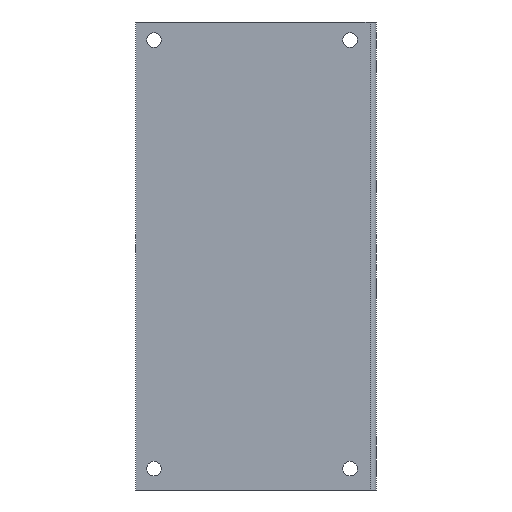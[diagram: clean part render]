
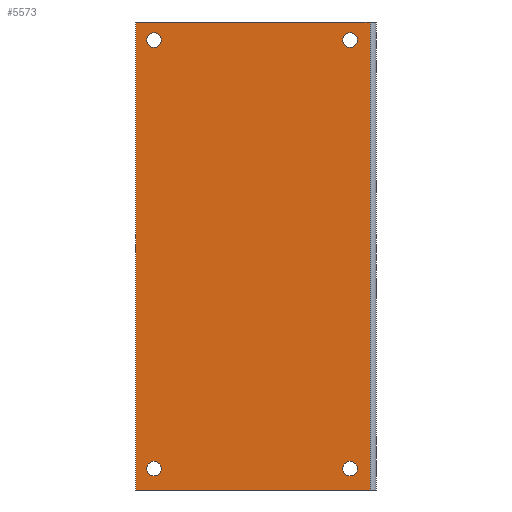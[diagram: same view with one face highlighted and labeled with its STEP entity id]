
A CAD part, left-side view. The second image highlights one B-rep face of the part: STEP entity #5573.
In plain terms, the highlighted planar face has unit normal (-1, 0, 0).
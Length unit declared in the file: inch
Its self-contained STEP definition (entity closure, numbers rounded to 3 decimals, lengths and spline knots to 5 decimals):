
#54 = EDGE_CURVE ( 'NONE', #12808, #10121, #26365, .T. ) ;
#236 = CIRCLE ( 'NONE', #18264, 0.14065 ) ;
#237 = AXIS2_PLACEMENT_3D ( 'NONE', #27399, #15568, #6140 ) ;
#503 = FACE_BOUND ( 'NONE', #15229, .T. ) ;
#606 = DIRECTION ( 'NONE',  ( 0., -1., 0. ) ) ;
#937 = EDGE_CURVE ( 'NONE', #16458, #11903, #14221, .T. ) ;
#1160 = EDGE_CURVE ( 'NONE', #8706, #1225, #9843, .T. ) ;
#1225 = VERTEX_POINT ( 'NONE', #20916 ) ;
#1495 = LINE ( 'NONE', #5863, #26988 ) ;
#1568 = EDGE_LOOP ( 'NONE', ( #21039, #15197 ) ) ;
#2022 = DIRECTION ( 'NONE',  ( 0., 1., 0. ) ) ;
#2343 = DIRECTION ( 'NONE',  ( 0., 1., 0. ) ) ;
#2389 = CARTESIAN_POINT ( 'NONE',  ( 0.00689, 4.26382, -4.23065 ) ) ;
#2502 = CARTESIAN_POINT ( 'NONE',  ( 0.00689, 0.49382, 4.00935 ) ) ;
#2518 = DIRECTION ( 'NONE',  ( 1., 0., 0. ) ) ;
#2548 = CARTESIAN_POINT ( 'NONE',  ( 0.00689, 0.49382, 4.29065 ) ) ;
#2598 = VECTOR ( 'NONE', #28703, 39.37008 ) ;
#2710 = DIRECTION ( 'NONE',  ( 1., 0., 0. ) ) ;
#2736 = DIRECTION ( 'NONE',  ( 1., 0., 0. ) ) ;
#3317 = LINE ( 'NONE', #5814, #2598 ) ;
#3640 = DIRECTION ( 'NONE',  ( 0., 1., 0. ) ) ;
#3691 = CARTESIAN_POINT ( 'NONE',  ( 0.00689, 0.49382, -3.94935 ) ) ;
#4118 = AXIS2_PLACEMENT_3D ( 'NONE', #10668, #17809, #17913 ) ;
#4221 = CIRCLE ( 'NONE', #5219, 0.14065 ) ;
#4313 = ORIENTED_EDGE ( 'NONE', *, *, #937, .T. ) ;
#4603 = CARTESIAN_POINT ( 'NONE',  ( 0.00689, 0.11193, -4.5 ) ) ;
#5219 = AXIS2_PLACEMENT_3D ( 'NONE', #18895, #2710, #14186 ) ;
#5349 = CIRCLE ( 'NONE', #7118, 0.14065 ) ;
#5488 = CARTESIAN_POINT ( 'NONE',  ( 0.00689, 0.49382, -4.23065 ) ) ;
#5573 = ADVANCED_FACE ( 'NONE', ( #28174, #503, #24181, #5608, #27802 ), #17803, .F. ) ;
#5608 = FACE_BOUND ( 'NONE', #7711, .T. ) ;
#5801 = DIRECTION ( 'NONE',  ( 1., 0., 0. ) ) ;
#5814 = CARTESIAN_POINT ( 'NONE',  ( 0.00689, 0.11193, 4.5 ) ) ;
#5863 = CARTESIAN_POINT ( 'NONE',  ( 0.00689, 0.11193, 4.5 ) ) ;
#6116 = AXIS2_PLACEMENT_3D ( 'NONE', #20922, #22889, #2022 ) ;
#6140 = DIRECTION ( 'NONE',  ( 0., 1., 0. ) ) ;
#6977 = EDGE_CURVE ( 'NONE', #8706, #14294, #3317, .T. ) ;
#7004 = ORIENTED_EDGE ( 'NONE', *, *, #6977, .F. ) ;
#7118 = AXIS2_PLACEMENT_3D ( 'NONE', #10083, #12419, #10369 ) ;
#7227 = CARTESIAN_POINT ( 'NONE',  ( 0.00689, 0.49382, 4.15 ) ) ;
#7336 = ORIENTED_EDGE ( 'NONE', *, *, #26116, .T. ) ;
#7711 = EDGE_LOOP ( 'NONE', ( #4313, #25519 ) ) ;
#7998 = CARTESIAN_POINT ( 'NONE',  ( 0.00689, 4.26382, 4.00935 ) ) ;
#8706 = VERTEX_POINT ( 'NONE', #18378 ) ;
#9110 = VECTOR ( 'NONE', #13783, 39.37008 ) ;
#9843 = LINE ( 'NONE', #18696, #9110 ) ;
#10010 = VERTEX_POINT ( 'NONE', #3691 ) ;
#10013 = CARTESIAN_POINT ( 'NONE',  ( 0.00689, 0.11193, -4.5 ) ) ;
#10083 = CARTESIAN_POINT ( 'NONE',  ( 0.00689, 0.49382, -4.09 ) ) ;
#10121 = VERTEX_POINT ( 'NONE', #13326 ) ;
#10369 = DIRECTION ( 'NONE',  ( 0., 1., 0. ) ) ;
#10617 = ORIENTED_EDGE ( 'NONE', *, *, #20682, .F. ) ;
#10668 = CARTESIAN_POINT ( 'NONE',  ( 0.00689, 0.49382, 4.15 ) ) ;
#10719 = EDGE_LOOP ( 'NONE', ( #7336, #16389 ) ) ;
#11204 = CARTESIAN_POINT ( 'NONE',  ( 0.00689, 4.26382, 4.29065 ) ) ;
#11656 = CARTESIAN_POINT ( 'NONE',  ( 0.00689, 4.26382, -4.09 ) ) ;
#11736 = CIRCLE ( 'NONE', #12957, 0.14065 ) ;
#11903 = VERTEX_POINT ( 'NONE', #7998 ) ;
#12188 = CARTESIAN_POINT ( 'NONE',  ( 0.00689, 0.11193, 4.5 ) ) ;
#12265 = VERTEX_POINT ( 'NONE', #2502 ) ;
#12419 = DIRECTION ( 'NONE',  ( 1., 0., 0. ) ) ;
#12808 = VERTEX_POINT ( 'NONE', #2389 ) ;
#12957 = AXIS2_PLACEMENT_3D ( 'NONE', #7227, #2736, #2343 ) ;
#13326 = CARTESIAN_POINT ( 'NONE',  ( 0.00689, 4.26382, -3.94935 ) ) ;
#13783 = DIRECTION ( 'NONE',  ( 0., 0., -1. ) ) ;
#14117 = LINE ( 'NONE', #10013, #28714 ) ;
#14186 = DIRECTION ( 'NONE',  ( 0., 1., 0. ) ) ;
#14221 = CIRCLE ( 'NONE', #24471, 0.14065 ) ;
#14294 = VERTEX_POINT ( 'NONE', #12188 ) ;
#14428 = ORIENTED_EDGE ( 'NONE', *, *, #21236, .T. ) ;
#14796 = EDGE_CURVE ( 'NONE', #1225, #23321, #14117, .T. ) ;
#15197 = ORIENTED_EDGE ( 'NONE', *, *, #16710, .T. ) ;
#15229 = EDGE_LOOP ( 'NONE', ( #26068, #14428 ) ) ;
#15253 = CIRCLE ( 'NONE', #25204, 0.14065 ) ;
#15365 = CARTESIAN_POINT ( 'NONE',  ( 0.00689, 0.49382, -4.09 ) ) ;
#15498 = ORIENTED_EDGE ( 'NONE', *, *, #14796, .T. ) ;
#15568 = DIRECTION ( 'NONE',  ( 1., 0., 0. ) ) ;
#15705 = ORIENTED_EDGE ( 'NONE', *, *, #1160, .T. ) ;
#16389 = ORIENTED_EDGE ( 'NONE', *, *, #54, .T. ) ;
#16458 = VERTEX_POINT ( 'NONE', #11204 ) ;
#16710 = EDGE_CURVE ( 'NONE', #12265, #25662, #23822, .T. ) ;
#17803 = PLANE ( 'NONE',  #237 ) ;
#17809 = DIRECTION ( 'NONE',  ( 1., 0., 0. ) ) ;
#17913 = DIRECTION ( 'NONE',  ( 0., 1., 0. ) ) ;
#18090 = EDGE_CURVE ( 'NONE', #10010, #27932, #5349, .T. ) ;
#18264 = AXIS2_PLACEMENT_3D ( 'NONE', #11656, #2518, #23197 ) ;
#18378 = CARTESIAN_POINT ( 'NONE',  ( 0.00689, 4.62, 4.5 ) ) ;
#18696 = CARTESIAN_POINT ( 'NONE',  ( 0.00689, 4.62, 4.5 ) ) ;
#18895 = CARTESIAN_POINT ( 'NONE',  ( 0.00689, 4.26382, 4.15 ) ) ;
#19508 = EDGE_CURVE ( 'NONE', #25662, #12265, #11736, .T. ) ;
#20250 = DIRECTION ( 'NONE',  ( 0., 1., 0. ) ) ;
#20682 = EDGE_CURVE ( 'NONE', #14294, #23321, #1495, .T. ) ;
#20916 = CARTESIAN_POINT ( 'NONE',  ( 0.00689, 4.62, -4.5 ) ) ;
#20922 = CARTESIAN_POINT ( 'NONE',  ( 0.00689, 4.26382, -4.09 ) ) ;
#21039 = ORIENTED_EDGE ( 'NONE', *, *, #19508, .T. ) ;
#21236 = EDGE_CURVE ( 'NONE', #27932, #10010, #15253, .T. ) ;
#22889 = DIRECTION ( 'NONE',  ( 1., 0., 0. ) ) ;
#23197 = DIRECTION ( 'NONE',  ( 0., 1., 0. ) ) ;
#23321 = VERTEX_POINT ( 'NONE', #4603 ) ;
#23822 = CIRCLE ( 'NONE', #4118, 0.14065 ) ;
#24162 = EDGE_LOOP ( 'NONE', ( #15498, #10617, #7004, #15705 ) ) ;
#24181 = FACE_BOUND ( 'NONE', #10719, .T. ) ;
#24471 = AXIS2_PLACEMENT_3D ( 'NONE', #27065, #5801, #3640 ) ;
#24742 = DIRECTION ( 'NONE',  ( 1., 0., 0. ) ) ;
#25204 = AXIS2_PLACEMENT_3D ( 'NONE', #15365, #24742, #20250 ) ;
#25519 = ORIENTED_EDGE ( 'NONE', *, *, #26176, .T. ) ;
#25662 = VERTEX_POINT ( 'NONE', #2548 ) ;
#26068 = ORIENTED_EDGE ( 'NONE', *, *, #18090, .T. ) ;
#26116 = EDGE_CURVE ( 'NONE', #10121, #12808, #236, .T. ) ;
#26176 = EDGE_CURVE ( 'NONE', #11903, #16458, #4221, .T. ) ;
#26365 = CIRCLE ( 'NONE', #6116, 0.14065 ) ;
#26988 = VECTOR ( 'NONE', #27242, 39.37008 ) ;
#27065 = CARTESIAN_POINT ( 'NONE',  ( 0.00689, 4.26382, 4.15 ) ) ;
#27242 = DIRECTION ( 'NONE',  ( 0., 0., -1. ) ) ;
#27399 = CARTESIAN_POINT ( 'NONE',  ( 0.00689, 0.11193, 4.5 ) ) ;
#27802 = FACE_OUTER_BOUND ( 'NONE', #24162, .T. ) ;
#27932 = VERTEX_POINT ( 'NONE', #5488 ) ;
#28174 = FACE_BOUND ( 'NONE', #1568, .T. ) ;
#28703 = DIRECTION ( 'NONE',  ( 0., -1., 0. ) ) ;
#28714 = VECTOR ( 'NONE', #606, 39.37008 ) ;
